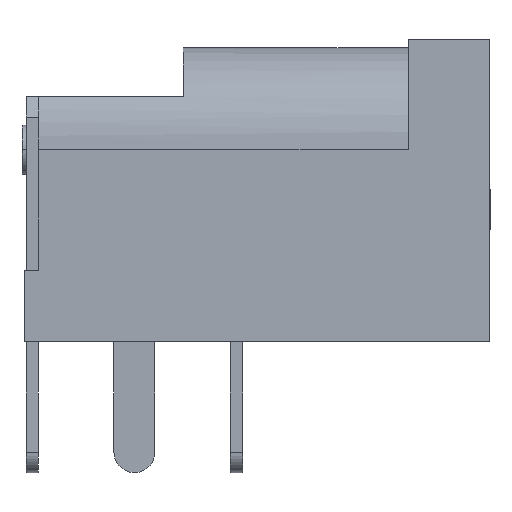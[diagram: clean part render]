
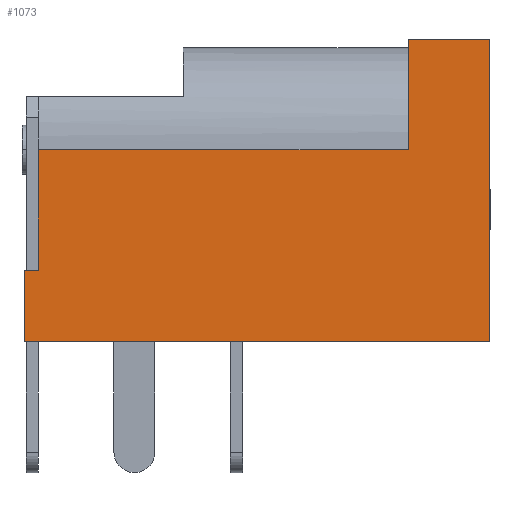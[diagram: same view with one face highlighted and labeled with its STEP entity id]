
A CAD part, front view. The second image highlights one B-rep face of the part: STEP entity #1073.
In plain terms, the highlighted face is planar.
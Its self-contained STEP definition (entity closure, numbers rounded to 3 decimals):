
#663 = EDGE_CURVE('',#664,#666,#668,.T.);
#664 = VERTEX_POINT('',#665);
#665 = CARTESIAN_POINT('',(-11.4,-2.948,2.5));
#666 = VERTEX_POINT('',#667);
#667 = CARTESIAN_POINT('',(-11.4,-4.7,2.5));
#668 = LINE('',#669,#670);
#669 = CARTESIAN_POINT('',(-11.4,2.7,2.5));
#670 = VECTOR('',#671,1.);
#671 = DIRECTION('',(0.,-1.,0.));
#704 = VERTEX_POINT('',#705);
#705 = CARTESIAN_POINT('',(-11.049,0.,2.5));
#714 = EDGE_CURVE('',#704,#715,#717,.T.);
#715 = VERTEX_POINT('',#716);
#716 = CARTESIAN_POINT('',(-2.,0.,2.5));
#717 = LINE('',#718,#719);
#718 = CARTESIAN_POINT('',(-11.4,0.,2.5));
#719 = VECTOR('',#720,1.);
#720 = DIRECTION('',(1.,0.,0.));
#906 = VERTEX_POINT('',#907);
#907 = CARTESIAN_POINT('',(0.,-4.7,2.5));
#913 = EDGE_CURVE('',#666,#906,#914,.T.);
#914 = LINE('',#915,#916);
#915 = CARTESIAN_POINT('',(-11.4,-4.7,2.5));
#916 = VECTOR('',#917,1.);
#917 = DIRECTION('',(1.,0.,0.));
#1073 = ADVANCED_FACE('',(#1074),#1115,.T.);
#1074 = FACE_BOUND('',#1075,.T.);
#1075 = EDGE_LOOP('',(#1076,#1084,#1085,#1086,#1094,#1102,#1108,#1109));
#1076 = ORIENTED_EDGE('',*,*,#1077,.T.);
#1077 = EDGE_CURVE('',#1078,#664,#1080,.T.);
#1078 = VERTEX_POINT('',#1079);
#1079 = CARTESIAN_POINT('',(-11.049,-2.948,2.5));
#1080 = LINE('',#1081,#1082);
#1081 = CARTESIAN_POINT('',(-11.049,-2.948,2.5));
#1082 = VECTOR('',#1083,1.);
#1083 = DIRECTION('',(-1.,-0.,-0.));
#1084 = ORIENTED_EDGE('',*,*,#663,.T.);
#1085 = ORIENTED_EDGE('',*,*,#913,.T.);
#1086 = ORIENTED_EDGE('',*,*,#1087,.F.);
#1087 = EDGE_CURVE('',#1088,#906,#1090,.T.);
#1088 = VERTEX_POINT('',#1089);
#1089 = CARTESIAN_POINT('',(0.,2.7,2.5));
#1090 = LINE('',#1091,#1092);
#1091 = CARTESIAN_POINT('',(0.,2.7,2.5));
#1092 = VECTOR('',#1093,1.);
#1093 = DIRECTION('',(0.,-1.,0.));
#1094 = ORIENTED_EDGE('',*,*,#1095,.F.);
#1095 = EDGE_CURVE('',#1096,#1088,#1098,.T.);
#1096 = VERTEX_POINT('',#1097);
#1097 = CARTESIAN_POINT('',(-2.,2.7,2.5));
#1098 = LINE('',#1099,#1100);
#1099 = CARTESIAN_POINT('',(-11.4,2.7,2.5));
#1100 = VECTOR('',#1101,1.);
#1101 = DIRECTION('',(1.,0.,0.));
#1102 = ORIENTED_EDGE('',*,*,#1103,.T.);
#1103 = EDGE_CURVE('',#1096,#715,#1104,.T.);
#1104 = LINE('',#1105,#1106);
#1105 = CARTESIAN_POINT('',(-2.,2.7,2.5));
#1106 = VECTOR('',#1107,1.);
#1107 = DIRECTION('',(0.,-1.,0.));
#1108 = ORIENTED_EDGE('',*,*,#714,.F.);
#1109 = ORIENTED_EDGE('',*,*,#1110,.F.);
#1110 = EDGE_CURVE('',#1078,#704,#1111,.T.);
#1111 = LINE('',#1112,#1113);
#1112 = CARTESIAN_POINT('',(-11.049,1.3,2.5));
#1113 = VECTOR('',#1114,1.);
#1114 = DIRECTION('',(0.,1.,0.));
#1115 = PLANE('',#1116);
#1116 = AXIS2_PLACEMENT_3D('',#1117,#1118,#1119);
#1117 = CARTESIAN_POINT('',(-11.4,2.7,2.5));
#1118 = DIRECTION('',(0.,0.,1.));
#1119 = DIRECTION('',(0.,-1.,0.));
